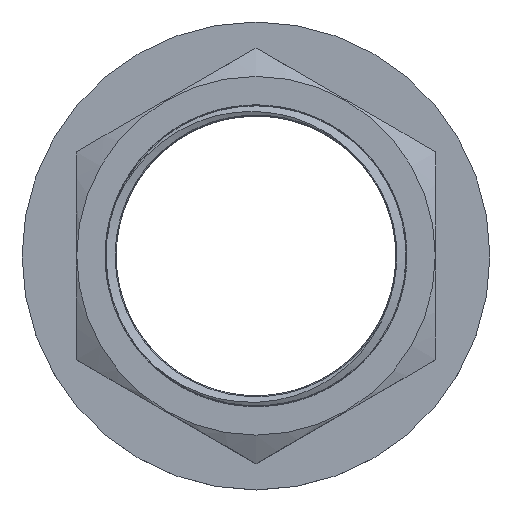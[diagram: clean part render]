
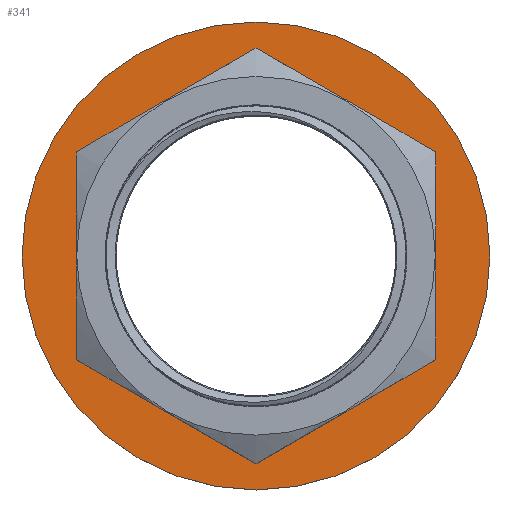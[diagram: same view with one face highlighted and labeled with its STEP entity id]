
A CAD part, top view. The second image highlights one B-rep face of the part: STEP entity #341.
In plain terms, the highlighted planar face has unit normal (0, 0, 1).
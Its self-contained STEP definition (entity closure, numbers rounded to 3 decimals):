
#47=LINE('',#476,#59);
#50=LINE('',#481,#62);
#52=LINE('',#485,#64);
#54=LINE('',#495,#66);
#56=LINE('',#498,#68);
#57=LINE('',#500,#69);
#59=VECTOR('',#389,10.);
#62=VECTOR('',#394,10.);
#64=VECTOR('',#398,10.);
#66=VECTOR('',#408,10.);
#68=VECTOR('',#412,10.);
#69=VECTOR('',#415,10.);
#78=PLANE('',#371);
#86=FACE_BOUND('',#138,.T.);
#93=CIRCLE('',#368,32.5);
#110=FACE_OUTER_BOUND('',#137,.T.);
#137=EDGE_LOOP('',(#276));
#138=EDGE_LOOP('',(#277,#278,#279,#280,#281,#282));
#165=VERTEX_POINT('',#473);
#166=VERTEX_POINT('',#475);
#167=VERTEX_POINT('',#479);
#168=VERTEX_POINT('',#483);
#171=VERTEX_POINT('',#492);
#172=VERTEX_POINT('',#494);
#173=VERTEX_POINT('',#503);
#199=EDGE_CURVE('',#166,#165,#47,.T.);
#202=EDGE_CURVE('',#165,#167,#50,.T.);
#204=EDGE_CURVE('',#167,#168,#52,.T.);
#208=EDGE_CURVE('',#172,#171,#54,.T.);
#210=EDGE_CURVE('',#171,#166,#56,.T.);
#211=EDGE_CURVE('',#168,#172,#57,.T.);
#212=EDGE_CURVE('',#173,#173,#93,.T.);
#276=ORIENTED_EDGE('',*,*,#212,.T.);
#277=ORIENTED_EDGE('',*,*,#208,.T.);
#278=ORIENTED_EDGE('',*,*,#210,.T.);
#279=ORIENTED_EDGE('',*,*,#199,.T.);
#280=ORIENTED_EDGE('',*,*,#202,.T.);
#281=ORIENTED_EDGE('',*,*,#204,.T.);
#282=ORIENTED_EDGE('',*,*,#211,.T.);
#341=ADVANCED_FACE('',(#110,#86),#78,.T.);
#368=AXIS2_PLACEMENT_3D('',#504,#420,#421);
#371=AXIS2_PLACEMENT_3D('',#508,#426,#427);
#389=DIRECTION('',(-0.866,-0.5,0.));
#394=DIRECTION('',(-0.866,0.5,0.));
#398=DIRECTION('',(0.,1.,0.));
#408=DIRECTION('',(0.866,-0.5,0.));
#412=DIRECTION('',(0.,-1.,0.));
#415=DIRECTION('',(0.866,0.5,0.));
#420=DIRECTION('center_axis',(0.,0.,1.));
#421=DIRECTION('ref_axis',(-1.,0.,0.));
#426=DIRECTION('center_axis',(0.,0.,1.));
#427=DIRECTION('ref_axis',(1.,0.,0.));
#473=CARTESIAN_POINT('',(0.,-28.868,4.));
#475=CARTESIAN_POINT('',(25.,-14.434,4.));
#476=CARTESIAN_POINT('',(6.25,-25.259,4.));
#479=CARTESIAN_POINT('',(-25.,-14.434,4.));
#481=CARTESIAN_POINT('',(-18.75,-18.042,4.));
#483=CARTESIAN_POINT('',(-25.,14.434,4.));
#485=CARTESIAN_POINT('',(-25.,7.217,4.));
#492=CARTESIAN_POINT('',(25.,14.434,4.));
#494=CARTESIAN_POINT('',(0.,28.868,4.));
#495=CARTESIAN_POINT('',(18.75,18.042,4.));
#498=CARTESIAN_POINT('',(25.,-7.217,4.));
#500=CARTESIAN_POINT('',(-6.25,25.259,4.));
#503=CARTESIAN_POINT('',(32.5,0.,4.));
#504=CARTESIAN_POINT('Origin',(0.,0.,4.));
#508=CARTESIAN_POINT('Origin',(0.,0.,
4.));
